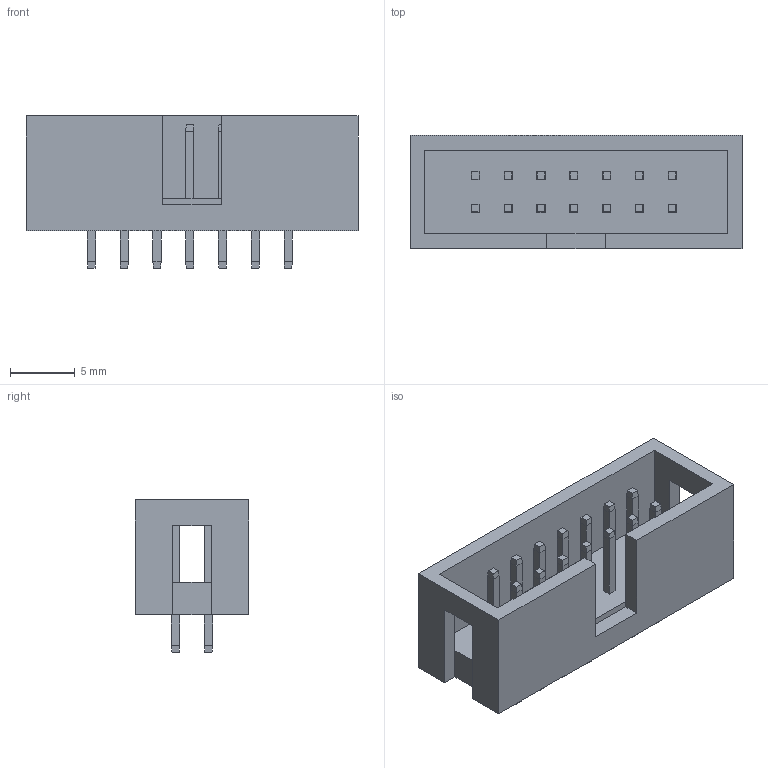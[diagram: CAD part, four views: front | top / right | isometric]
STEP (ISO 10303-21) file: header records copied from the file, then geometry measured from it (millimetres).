
FILE_DESCRIPTION (( 'STEP AP214' ), '1' );
FILE_NAME ('IDC_7X2.STEP', '2023-09-29T15:51:04', ( '' ), ( '' ), 'SwSTEP 2.0', 'SolidWorks 2016', '' );
FILE_SCHEMA (( 'AUTOMOTIVE_DESIGN' ));
Length unit declared in the file: millimetre
Products named in the file (1): IDC_7X2
Bounding box: 25.72 x 8.8 x 11.8 mm (x, y, z)
Volume: 1016.8 mm3; surface area: 1689.6 mm2
Topology: 1 solids, 1 shells, 276 faces, 632 edges, 382 vertices
Faces by surface type: plane 276
Entity records: 10530 total; most frequent: CARTESIAN_POINT 1291, ORIENTED_EDGE 1264, DIRECTION 1186, EDGE_CURVE 632, LINE 632, VECTOR 632, VERTEX_POINT 382, EDGE_LOOP 304
